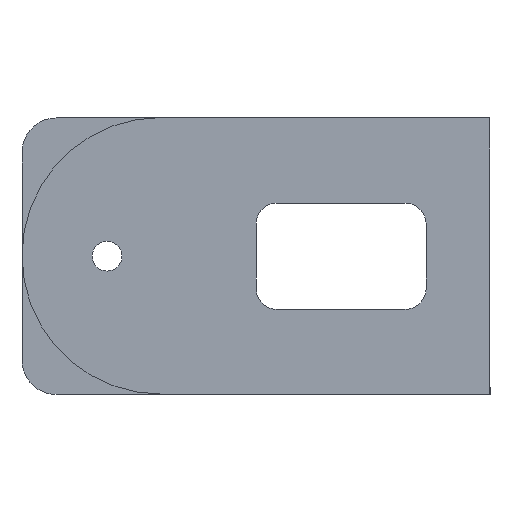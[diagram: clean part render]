
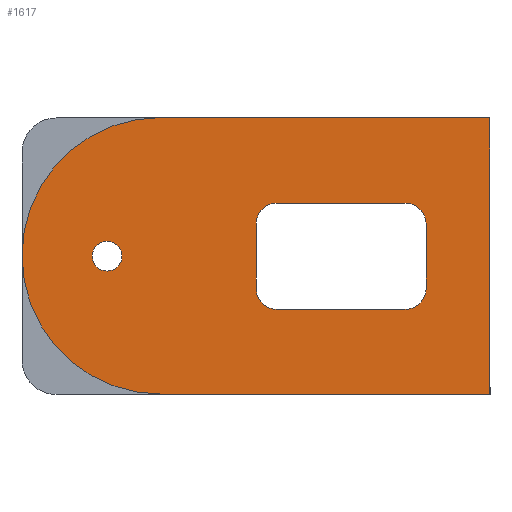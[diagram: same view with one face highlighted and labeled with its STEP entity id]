
A CAD part, left-side view. The second image highlights one B-rep face of the part: STEP entity #1617.
In plain terms, the highlighted planar face has unit normal (-1, 0, 0).
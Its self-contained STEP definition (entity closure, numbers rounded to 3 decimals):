
#4 = ORIENTED_EDGE ( 'NONE', *, *, #1485, .F. ) ;
#13 = VECTOR ( 'NONE', #282, 1000. ) ;
#15 = FACE_BOUND ( 'NONE', #959, .T. ) ;
#25 = CARTESIAN_POINT ( 'NONE',  ( 36.205, 55., -25. ) ) ;
#55 = AXIS2_PLACEMENT_3D ( 'NONE', #681, #1730, #831 ) ;
#69 = AXIS2_PLACEMENT_3D ( 'NONE', #180, #1219, #330 ) ;
#71 = VERTEX_POINT ( 'NONE', #1665 ) ;
#92 = DIRECTION ( 'NONE',  ( -1., 0., 0. ) ) ;
#105 = AXIS2_PLACEMENT_3D ( 'NONE', #1081, #199, #1235 ) ;
#115 = DIRECTION ( 'NONE',  ( -1., 0., 0. ) ) ;
#117 = ORIENTED_EDGE ( 'NONE', *, *, #281, .F. ) ;
#118 = CARTESIAN_POINT ( 'NONE',  ( 36.205, 77.5, -64.9 ) ) ;
#148 = DIRECTION ( 'NONE',  ( -1., 0., 0. ) ) ;
#151 = AXIS2_PLACEMENT_3D ( 'NONE', #988, #115, #1144 ) ;
#160 = CARTESIAN_POINT ( 'NONE',  ( 36.205, 77.5, 0.1 ) ) ;
#180 = CARTESIAN_POINT ( 'NONE',  ( 36.205, 20., -40. ) ) ;
#199 = DIRECTION ( 'NONE',  ( -1., 0., 0. ) ) ;
#217 = EDGE_CURVE ( 'NONE', #810, #233, #408, .T. ) ;
#227 = LINE ( 'NONE', #445, #559 ) ;
#233 = VERTEX_POINT ( 'NONE', #1901 ) ;
#273 = ORIENTED_EDGE ( 'NONE', *, *, #1044, .F. ) ;
#281 = EDGE_CURVE ( 'NONE', #1323, #291, #691, .T. ) ;
#282 = DIRECTION ( 'NONE',  ( 0., 0., -1. ) ) ;
#290 = CIRCLE ( 'NONE', #656, 32.5 ) ;
#291 = VERTEX_POINT ( 'NONE', #1422 ) ;
#330 = DIRECTION ( 'NONE',  ( 0., 0., 1. ) ) ;
#345 = ORIENTED_EDGE ( 'NONE', *, *, #414, .T. ) ;
#353 = VERTEX_POINT ( 'NONE', #785 ) ;
#365 = EDGE_CURVE ( 'NONE', #916, #1323, #799, .T. ) ;
#379 = VECTOR ( 'NONE', #1312, 1000. ) ;
#408 = LINE ( 'NONE', #1608, #13 ) ;
#412 = FACE_BOUND ( 'NONE', #1663, .T. ) ;
#414 = EDGE_CURVE ( 'NONE', #731, #631, #290, .T. ) ;
#445 = CARTESIAN_POINT ( 'NONE',  ( 36.205, 0., -65. ) ) ;
#484 = VERTEX_POINT ( 'NONE', #1552 ) ;
#559 = VECTOR ( 'NONE', #890, 1000. ) ;
#563 = PLANE ( 'NONE',  #1543 ) ;
#571 = CARTESIAN_POINT ( 'NONE',  ( 36.205, 0., 0. ) ) ;
#593 = CARTESIAN_POINT ( 'NONE',  ( 36.205, 0., 0. ) ) ;
#608 = ORIENTED_EDGE ( 'NONE', *, *, #365, .F. ) ;
#631 = VERTEX_POINT ( 'NONE', #118 ) ;
#647 = LINE ( 'NONE', #811, #1397 ) ;
#656 = AXIS2_PLACEMENT_3D ( 'NONE', #1025, #148, #1182 ) ;
#678 = EDGE_CURVE ( 'NONE', #353, #71, #1907, .T. ) ;
#681 = CARTESIAN_POINT ( 'NONE',  ( 36.205, 90., -32.5 ) ) ;
#691 = CIRCLE ( 'NONE', #1894, 5. ) ;
#701 = DIRECTION ( 'NONE',  ( -1., 0., 0. ) ) ;
#711 = VECTOR ( 'NONE', #1468, 1000. ) ;
#715 = DIRECTION ( 'NONE',  ( 0., 1., 0.001 ) ) ;
#717 = CARTESIAN_POINT ( 'NONE',  ( 36.205, 20., -45. ) ) ;
#731 = VERTEX_POINT ( 'NONE', #160 ) ;
#744 = DIRECTION ( 'NONE',  ( -1., 0., 0. ) ) ;
#785 = CARTESIAN_POINT ( 'NONE',  ( 36.205, 50., -45. ) ) ;
#799 = LINE ( 'NONE', #1684, #379 ) ;
#810 = VERTEX_POINT ( 'NONE', #25 ) ;
#811 = CARTESIAN_POINT ( 'NONE',  ( 36.205, 50., -20. ) ) ;
#831 = DIRECTION ( 'NONE',  ( 0., 0., 1. ) ) ;
#890 = DIRECTION ( 'NONE',  ( 0., 0., 1. ) ) ;
#894 = EDGE_CURVE ( 'NONE', #484, #810, #964, .T. ) ;
#915 = CARTESIAN_POINT ( 'NONE',  ( 36.205, 15., -25. ) ) ;
#916 = VERTEX_POINT ( 'NONE', #920 ) ;
#920 = CARTESIAN_POINT ( 'NONE',  ( 36.205, 15., -40. ) ) ;
#945 = CIRCLE ( 'NONE', #55, 3.5 ) ;
#959 = EDGE_LOOP ( 'NONE', ( #1632, #1809 ) ) ;
#961 = CARTESIAN_POINT ( 'NONE',  ( 36.205, 20., -25. ) ) ;
#964 = CIRCLE ( 'NONE', #105, 5. ) ;
#972 = CIRCLE ( 'NONE', #151, 5. ) ;
#988 = CARTESIAN_POINT ( 'NONE',  ( 36.205, 50., -40. ) ) ;
#991 = VECTOR ( 'NONE', #1667, 1000. ) ;
#1016 = ORIENTED_EDGE ( 'NONE', *, *, #217, .F. ) ;
#1025 = CARTESIAN_POINT ( 'NONE',  ( 36.205, 77.5, -32.4 ) ) ;
#1044 = EDGE_CURVE ( 'NONE', #71, #916, #1878, .T. ) ;
#1081 = CARTESIAN_POINT ( 'NONE',  ( 36.205, 50., -25. ) ) ;
#1099 = VECTOR ( 'NONE', #715, 1000. ) ;
#1102 = EDGE_CURVE ( 'NONE', #631, #1413, #1438, .T. ) ;
#1119 = DIRECTION ( 'NONE',  ( 0., 0., 1. ) ) ;
#1144 = DIRECTION ( 'NONE',  ( 0., 0., 1. ) ) ;
#1182 = DIRECTION ( 'NONE',  ( 0., 0., 1. ) ) ;
#1194 = LINE ( 'NONE', #571, #1099 ) ;
#1219 = DIRECTION ( 'NONE',  ( -1., 0., 0. ) ) ;
#1235 = DIRECTION ( 'NONE',  ( 0., 0., 1. ) ) ;
#1270 = VERTEX_POINT ( 'NONE', #593 ) ;
#1279 = ORIENTED_EDGE ( 'NONE', *, *, #678, .F. ) ;
#1308 = CARTESIAN_POINT ( 'NONE',  ( 36.205, 77.5, -32.4 ) ) ;
#1313 = ORIENTED_EDGE ( 'NONE', *, *, #1782, .T. ) ;
#1312 = DIRECTION ( 'NONE',  ( 0., 0., 1. ) ) ;
#1323 = VERTEX_POINT ( 'NONE', #915 ) ;
#1346 = EDGE_LOOP ( 'NONE', ( #1403, #345, #1913, #1313 ) ) ;
#1397 = VECTOR ( 'NONE', #1707, 1000. ) ;
#1403 = ORIENTED_EDGE ( 'NONE', *, *, #1681, .T. ) ;
#1407 = EDGE_CURVE ( 'NONE', #291, #484, #647, .T. ) ;
#1413 = VERTEX_POINT ( 'NONE', #1870 ) ;
#1422 = CARTESIAN_POINT ( 'NONE',  ( 36.205, 20., -20. ) ) ;
#1438 = LINE ( 'NONE', #1525, #991 ) ;
#1453 = EDGE_CURVE ( 'NONE', #1911, #1559, #945, .T. ) ;
#1468 = DIRECTION ( 'NONE',  ( 0., -1., 0. ) ) ;
#1485 = EDGE_CURVE ( 'NONE', #233, #353, #972, .T. ) ;
#1525 = CARTESIAN_POINT ( 'NONE',  ( 36.205, 77.5, -64.9 ) ) ;
#1543 = AXIS2_PLACEMENT_3D ( 'NONE', #1308, #701, #1604 ) ;
#1552 = CARTESIAN_POINT ( 'NONE',  ( 36.205, 50., -20. ) ) ;
#1559 = VERTEX_POINT ( 'NONE', #1734 ) ;
#1586 = FACE_OUTER_BOUND ( 'NONE', #1346, .T. ) ;
#1604 = DIRECTION ( 'NONE',  ( 0., 0., 1. ) ) ;
#1608 = CARTESIAN_POINT ( 'NONE',  ( 36.205, 55., -40. ) ) ;
#1617 = ADVANCED_FACE ( 'NONE', ( #1586, #15, #412 ), #563, .T. ) ;
#1632 = ORIENTED_EDGE ( 'NONE', *, *, #1453, .F. ) ;
#1639 = CARTESIAN_POINT ( 'NONE',  ( 36.205, 90., -32.5 ) ) ;
#1663 = EDGE_LOOP ( 'NONE', ( #1743, #117, #608, #273, #1279, #4, #1016, #1746 ) ) ;
#1665 = CARTESIAN_POINT ( 'NONE',  ( 36.205, 20., -45. ) ) ;
#1667 = DIRECTION ( 'NONE',  ( 0., -1., -0.001 ) ) ;
#1681 = EDGE_CURVE ( 'NONE', #1270, #731, #1194, .T. ) ;
#1684 = CARTESIAN_POINT ( 'NONE',  ( 36.205, 15., -25. ) ) ;
#1692 = AXIS2_PLACEMENT_3D ( 'NONE', #1639, #744, #1797 ) ;
#1707 = DIRECTION ( 'NONE',  ( 0., 1., 0. ) ) ;
#1730 = DIRECTION ( 'NONE',  ( -1., 0., 0. ) ) ;
#1734 = CARTESIAN_POINT ( 'NONE',  ( 36.205, 90., -29. ) ) ;
#1743 = ORIENTED_EDGE ( 'NONE', *, *, #1407, .F. ) ;
#1746 = ORIENTED_EDGE ( 'NONE', *, *, #894, .F. ) ;
#1782 = EDGE_CURVE ( 'NONE', #1413, #1270, #227, .T. ) ;
#1796 = CIRCLE ( 'NONE', #1692, 3.5 ) ;
#1797 = DIRECTION ( 'NONE',  ( 0., 0., 1. ) ) ;
#1807 = EDGE_CURVE ( 'NONE', #1559, #1911, #1796, .T. ) ;
#1809 = ORIENTED_EDGE ( 'NONE', *, *, #1807, .F. ) ;
#1811 = CARTESIAN_POINT ( 'NONE',  ( 36.205, 90., -36. ) ) ;
#1870 = CARTESIAN_POINT ( 'NONE',  ( 36.205, 0., -65. ) ) ;
#1878 = CIRCLE ( 'NONE', #69, 5. ) ;
#1894 = AXIS2_PLACEMENT_3D ( 'NONE', #961, #92, #1119 ) ;
#1901 = CARTESIAN_POINT ( 'NONE',  ( 36.205, 55., -40. ) ) ;
#1907 = LINE ( 'NONE', #717, #711 ) ;
#1911 = VERTEX_POINT ( 'NONE', #1811 ) ;
#1913 = ORIENTED_EDGE ( 'NONE', *, *, #1102, .T. ) ;
